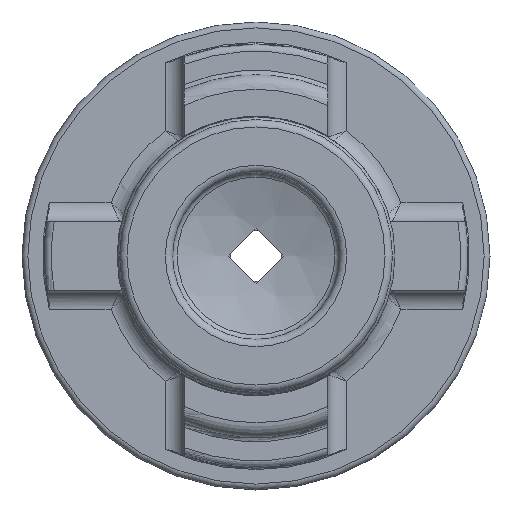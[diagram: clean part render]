
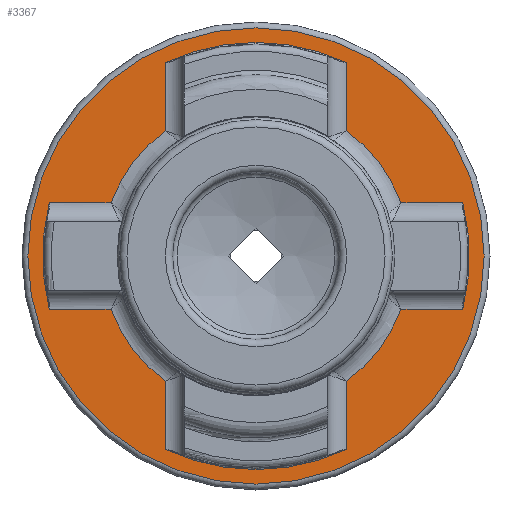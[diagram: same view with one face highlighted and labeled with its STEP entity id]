
A CAD part, left-side view. The second image highlights one B-rep face of the part: STEP entity #3367.
In plain terms, the highlighted planar face has unit normal (-1, 0, 0).
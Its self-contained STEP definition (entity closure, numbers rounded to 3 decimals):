
#6 = CIRCLE ( 'NONE', #1969, 10.56 ) ;
#52 = DIRECTION ( 'NONE',  ( 0., 0., 1. ) ) ;
#127 = DIRECTION ( 'NONE',  ( 1., 0., 0. ) ) ;
#138 = CARTESIAN_POINT ( 'NONE',  ( 23.8, -8.957, -3.65 ) ) ;
#166 = CIRCLE ( 'NONE', #3763, 14.6 ) ;
#167 = DIRECTION ( 'NONE',  ( 0., 0., 1. ) ) ;
#168 = VECTOR ( 'NONE', #353, 1000. ) ;
#177 = EDGE_CURVE ( 'NONE', #224, #3176, #959, .T. ) ;
#213 = VERTEX_POINT ( 'NONE', #363 ) ;
#224 = VERTEX_POINT ( 'NONE', #1561 ) ;
#230 = DIRECTION ( 'NONE',  ( 0., 0., -1. ) ) ;
#236 = CARTESIAN_POINT ( 'NONE',  ( 23.8, -14.136, 3.65 ) ) ;
#268 = ORIENTED_EDGE ( 'NONE', *, *, #177, .T. ) ;
#283 = LINE ( 'NONE', #1250, #1674 ) ;
#284 = LINE ( 'NONE', #3383, #574 ) ;
#304 = CARTESIAN_POINT ( 'NONE',  ( 23.8, 14.136, 3.65 ) ) ;
#310 = EDGE_CURVE ( 'NONE', #2358, #2825, #166, .T. ) ;
#312 = DIRECTION ( 'NONE',  ( 0., -1., 0. ) ) ;
#314 = EDGE_CURVE ( 'NONE', #1721, #2035, #1444, .T. ) ;
#350 = CARTESIAN_POINT ( 'NONE',  ( 23.8, 6.2, -8.548 ) ) ;
#353 = DIRECTION ( 'NONE',  ( 0., 0., 1. ) ) ;
#363 = CARTESIAN_POINT ( 'NONE',  ( 23.8, -6.2, 13.218 ) ) ;
#424 = CARTESIAN_POINT ( 'NONE',  ( 23.8, 6.2, 8.548 ) ) ;
#460 = AXIS2_PLACEMENT_3D ( 'NONE', #3587, #3256, #230 ) ;
#486 = LINE ( 'NONE', #3415, #3621 ) ;
#514 = EDGE_LOOP ( 'NONE', ( #975 ) ) ;
#526 = LINE ( 'NONE', #3134, #3799 ) ;
#560 = VERTEX_POINT ( 'NONE', #1194 ) ;
#561 = DIRECTION ( 'NONE',  ( -1., 0., 0. ) ) ;
#574 = VECTOR ( 'NONE', #1563, 1000. ) ;
#576 = EDGE_CURVE ( 'NONE', #2830, #1721, #2717, .T. ) ;
#577 = CARTESIAN_POINT ( 'NONE',  ( 23.8, 0., 0. ) ) ;
#644 = CARTESIAN_POINT ( 'NONE',  ( 23.8, 0., 0. ) ) ;
#728 = AXIS2_PLACEMENT_3D ( 'NONE', #644, #1564, #52 ) ;
#780 = VERTEX_POINT ( 'NONE', #1249 ) ;
#784 = AXIS2_PLACEMENT_3D ( 'NONE', #2832, #3150, #1940 ) ;
#824 = EDGE_CURVE ( 'NONE', #2116, #2978, #486, .T. ) ;
#829 = ORIENTED_EDGE ( 'NONE', *, *, #3939, .F. ) ;
#855 = EDGE_CURVE ( 'NONE', #2358, #2830, #284, .T. ) ;
#913 = VERTEX_POINT ( 'NONE', #1589 ) ;
#916 = DIRECTION ( 'NONE',  ( 1., 0., 0. ) ) ;
#919 = DIRECTION ( 'NONE',  ( 0., 0., 1. ) ) ;
#959 = LINE ( 'NONE', #3724, #168 ) ;
#975 = ORIENTED_EDGE ( 'NONE', *, *, #3238, .T. ) ;
#1063 = ORIENTED_EDGE ( 'NONE', *, *, #2390, .T. ) ;
#1103 = ORIENTED_EDGE ( 'NONE', *, *, #2663, .F. ) ;
#1194 = CARTESIAN_POINT ( 'NONE',  ( 23.8, -6.2, -8.548 ) ) ;
#1201 = ORIENTED_EDGE ( 'NONE', *, *, #314, .T. ) ;
#1211 = DIRECTION ( 'NONE',  ( 0., 0., -1. ) ) ;
#1230 = LINE ( 'NONE', #3261, #3284 ) ;
#1235 = CIRCLE ( 'NONE', #1290, 14.6 ) ;
#1249 = CARTESIAN_POINT ( 'NONE',  ( 23.8, -6.2, 8.548 ) ) ;
#1250 = CARTESIAN_POINT ( 'NONE',  ( 23.8, 14.6, -3.65 ) ) ;
#1290 = AXIS2_PLACEMENT_3D ( 'NONE', #577, #3353, #919 ) ;
#1294 = DIRECTION ( 'NONE',  ( 0., 0., -1. ) ) ;
#1357 = ORIENTED_EDGE ( 'NONE', *, *, #824, .T. ) ;
#1364 = CARTESIAN_POINT ( 'NONE',  ( 23.8, 6.2, 0. ) ) ;
#1435 = CIRCLE ( 'NONE', #784, 10.56 ) ;
#1444 = LINE ( 'NONE', #1364, #1772 ) ;
#1476 = EDGE_CURVE ( 'NONE', #2333, #560, #1679, .T. ) ;
#1481 = CIRCLE ( 'NONE', #2954, 15.6 ) ;
#1498 = VERTEX_POINT ( 'NONE', #2698 ) ;
#1500 = CARTESIAN_POINT ( 'NONE',  ( 23.8, 0., 0. ) ) ;
#1523 = CIRCLE ( 'NONE', #2547, 14.6 ) ;
#1552 = ORIENTED_EDGE ( 'NONE', *, *, #576, .T. ) ;
#1561 = CARTESIAN_POINT ( 'NONE',  ( 23.8, 6.2, -13.218 ) ) ;
#1563 = DIRECTION ( 'NONE',  ( 0., -1., 0. ) ) ;
#1564 = DIRECTION ( 'NONE',  ( -1., 0., 0. ) ) ;
#1578 = EDGE_CURVE ( 'NONE', #913, #2825, #283, .T. ) ;
#1580 = FACE_BOUND ( 'NONE', #2817, .T. ) ;
#1589 = CARTESIAN_POINT ( 'NONE',  ( 23.8, 9.909, -3.65 ) ) ;
#1622 = EDGE_CURVE ( 'NONE', #213, #2035, #3201, .T. ) ;
#1627 = DIRECTION ( 'NONE',  ( 0., 0., -1. ) ) ;
#1674 = VECTOR ( 'NONE', #2157, 1000. ) ;
#1678 = CARTESIAN_POINT ( 'NONE',  ( 23.8, 9.909, 3.65 ) ) ;
#1679 = CIRCLE ( 'NONE', #460, 10.56 ) ;
#1695 = ORIENTED_EDGE ( 'NONE', *, *, #1578, .T. ) ;
#1696 = ORIENTED_EDGE ( 'NONE', *, *, #2058, .T. ) ;
#1701 = CARTESIAN_POINT ( 'NONE',  ( 23.8, 0., 0. ) ) ;
#1703 = ORIENTED_EDGE ( 'NONE', *, *, #1476, .T. ) ;
#1721 = VERTEX_POINT ( 'NONE', #424 ) ;
#1744 = ORIENTED_EDGE ( 'NONE', *, *, #3786, .T. ) ;
#1772 = VECTOR ( 'NONE', #167, 1000. ) ;
#1936 = AXIS2_PLACEMENT_3D ( 'NONE', #2823, #127, #1627 ) ;
#1940 = DIRECTION ( 'NONE',  ( 0., 0., -1. ) ) ;
#1969 = AXIS2_PLACEMENT_3D ( 'NONE', #2433, #916, #3362 ) ;
#1974 = CARTESIAN_POINT ( 'NONE',  ( 23.8, -9.909, 3.65 ) ) ;
#1996 = CARTESIAN_POINT ( 'NONE',  ( 23.8, 14.136, -3.65 ) ) ;
#2035 = VERTEX_POINT ( 'NONE', #2595 ) ;
#2058 = EDGE_CURVE ( 'NONE', #3176, #913, #1435, .T. ) ;
#2100 = EDGE_CURVE ( 'NONE', #1498, #2333, #3430, .T. ) ;
#2116 = VERTEX_POINT ( 'NONE', #1974 ) ;
#2157 = DIRECTION ( 'NONE',  ( 0., 1., 0. ) ) ;
#2266 = VERTEX_POINT ( 'NONE', #2714 ) ;
#2333 = VERTEX_POINT ( 'NONE', #2446 ) ;
#2358 = VERTEX_POINT ( 'NONE', #304 ) ;
#2390 = EDGE_CURVE ( 'NONE', #780, #2116, #6, .T. ) ;
#2433 = CARTESIAN_POINT ( 'NONE',  ( 23.8, 0., 0. ) ) ;
#2446 = CARTESIAN_POINT ( 'NONE',  ( 23.8, -9.909, -3.65 ) ) ;
#2547 = AXIS2_PLACEMENT_3D ( 'NONE', #1500, #561, #3901 ) ;
#2595 = CARTESIAN_POINT ( 'NONE',  ( 23.8, 6.2, 13.218 ) ) ;
#2611 = ORIENTED_EDGE ( 'NONE', *, *, #855, .T. ) ;
#2663 = EDGE_CURVE ( 'NONE', #1498, #2978, #1235, .T. ) ;
#2698 = CARTESIAN_POINT ( 'NONE',  ( 23.8, -14.136, -3.65 ) ) ;
#2714 = CARTESIAN_POINT ( 'NONE',  ( 23.8, -6.2, -13.218 ) ) ;
#2717 = CIRCLE ( 'NONE', #3158, 10.56 ) ;
#2742 = VERTEX_POINT ( 'NONE', #3944 ) ;
#2752 = VECTOR ( 'NONE', #2865, 1000. ) ;
#2765 = EDGE_CURVE ( 'NONE', #213, #780, #526, .T. ) ;
#2767 = DIRECTION ( 'NONE',  ( 1., 0., 0. ) ) ;
#2817 = EDGE_LOOP ( 'NONE', ( #1103, #3010, #1703, #1744, #829, #268, #1696, #1695, #3787, #2611, #1552, #1201, #3519, #3898, #1063, #1357 ) ) ;
#2823 = CARTESIAN_POINT ( 'NONE',  ( 23.8, 14.6, 0. ) ) ;
#2825 = VERTEX_POINT ( 'NONE', #1996 ) ;
#2830 = VERTEX_POINT ( 'NONE', #1678 ) ;
#2832 = CARTESIAN_POINT ( 'NONE',  ( 23.8, 0., 0. ) ) ;
#2850 = DIRECTION ( 'NONE',  ( -1., 0., 0. ) ) ;
#2865 = DIRECTION ( 'NONE',  ( 0., 1., 0. ) ) ;
#2878 = CARTESIAN_POINT ( 'NONE',  ( 23.8, 0., 0. ) ) ;
#2954 = AXIS2_PLACEMENT_3D ( 'NONE', #1701, #3831, #3205 ) ;
#2973 = DIRECTION ( 'NONE',  ( 0., 0., -1. ) ) ;
#2978 = VERTEX_POINT ( 'NONE', #236 ) ;
#3010 = ORIENTED_EDGE ( 'NONE', *, *, #2100, .T. ) ;
#3134 = CARTESIAN_POINT ( 'NONE',  ( 23.8, -6.2, 7.857 ) ) ;
#3137 = PLANE ( 'NONE',  #1936 ) ;
#3150 = DIRECTION ( 'NONE',  ( 1., 0., 0. ) ) ;
#3158 = AXIS2_PLACEMENT_3D ( 'NONE', #3670, #2767, #1211 ) ;
#3176 = VERTEX_POINT ( 'NONE', #350 ) ;
#3195 = FACE_OUTER_BOUND ( 'NONE', #514, .T. ) ;
#3197 = DIRECTION ( 'NONE',  ( 0., 0., 1. ) ) ;
#3201 = CIRCLE ( 'NONE', #728, 14.6 ) ;
#3205 = DIRECTION ( 'NONE',  ( 0., 0., 1. ) ) ;
#3238 = EDGE_CURVE ( 'NONE', #2742, #2742, #1481, .T. ) ;
#3256 = DIRECTION ( 'NONE',  ( 1., 0., 0. ) ) ;
#3261 = CARTESIAN_POINT ( 'NONE',  ( 23.8, -6.2, -13.753 ) ) ;
#3284 = VECTOR ( 'NONE', #2973, 1000. ) ;
#3353 = DIRECTION ( 'NONE',  ( -1., 0., 0. ) ) ;
#3362 = DIRECTION ( 'NONE',  ( 0., 0., -1. ) ) ;
#3367 = ADVANCED_FACE ( 'NONE', ( #1580, #3195 ), #3137, .F. ) ;
#3383 = CARTESIAN_POINT ( 'NONE',  ( 23.8, 14.6, 3.65 ) ) ;
#3415 = CARTESIAN_POINT ( 'NONE',  ( 23.8, -14.41, 3.65 ) ) ;
#3430 = LINE ( 'NONE', #138, #2752 ) ;
#3519 = ORIENTED_EDGE ( 'NONE', *, *, #1622, .F. ) ;
#3587 = CARTESIAN_POINT ( 'NONE',  ( 23.8, 0., 0. ) ) ;
#3621 = VECTOR ( 'NONE', #312, 1000. ) ;
#3670 = CARTESIAN_POINT ( 'NONE',  ( 23.8, 0., 0. ) ) ;
#3724 = CARTESIAN_POINT ( 'NONE',  ( 23.8, 6.2, 0. ) ) ;
#3763 = AXIS2_PLACEMENT_3D ( 'NONE', #2878, #2850, #3197 ) ;
#3786 = EDGE_CURVE ( 'NONE', #560, #2266, #1230, .T. ) ;
#3787 = ORIENTED_EDGE ( 'NONE', *, *, #310, .F. ) ;
#3799 = VECTOR ( 'NONE', #1294, 1000. ) ;
#3831 = DIRECTION ( 'NONE',  ( -1., 0., 0. ) ) ;
#3898 = ORIENTED_EDGE ( 'NONE', *, *, #2765, .T. ) ;
#3901 = DIRECTION ( 'NONE',  ( 0., 0., 1. ) ) ;
#3939 = EDGE_CURVE ( 'NONE', #224, #2266, #1523, .T. ) ;
#3944 = CARTESIAN_POINT ( 'NONE',  ( 23.8, 0., 15.6 ) ) ;
